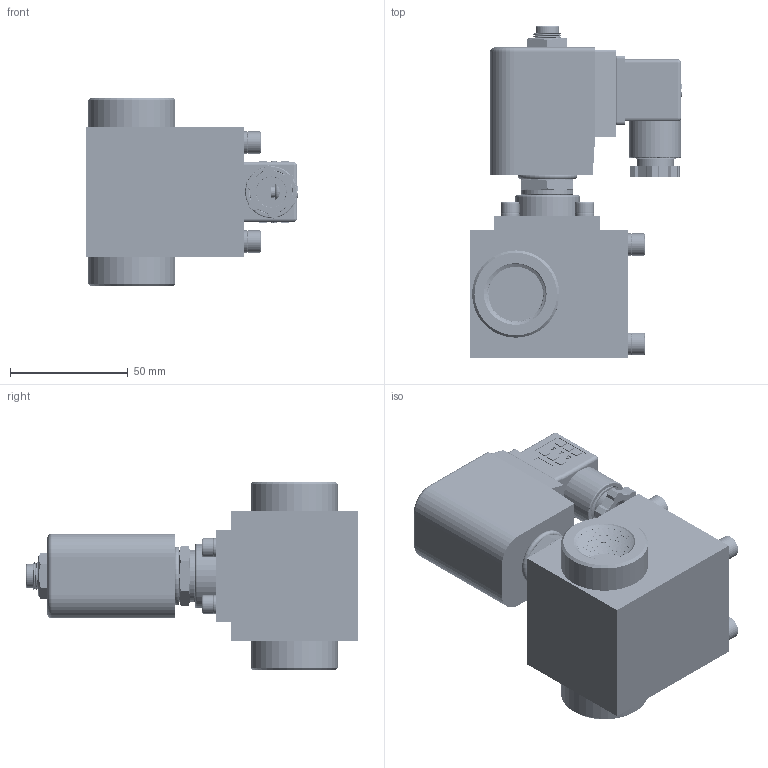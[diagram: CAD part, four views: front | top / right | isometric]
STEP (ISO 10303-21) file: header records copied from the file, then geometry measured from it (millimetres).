
FILE_DESCRIPTION (( 'STEP AP214' ), '1' );
FILE_NAME ('2E200-3-4.STEP', '2018-08-31T23:52:18', ( '' ), ( '' ), 'SwSTEP 2.0', 'SolidWorks 2016', '' );
FILE_SCHEMA (( 'AUTOMOTIVE_DESIGN' ));
Length unit declared in the file: millimetre
Products named in the file (1): 2E200-3-4
Bounding box: 90.1 x 140.7 x 80 mm (x, y, z)
Volume: 347325.8 mm3; surface area: 89677.4 mm2
Topology: 33 solids, 33 shells, 2055 faces, 5829 edges, 3905 vertices
Faces by surface type: cylinder 873, plane 662, torus 192, bspline 186, cone 123, sphere 19
Entity records: 175638 total; most frequent: CARTESIAN_POINT 104000, ORIENTED_EDGE 11642, DIRECTION 8037, EDGE_CURVE 5821, VERTEX_POINT 3905, AXIS2_PLACEMENT_3D 2784, VECTOR 2469, LINE 2469
